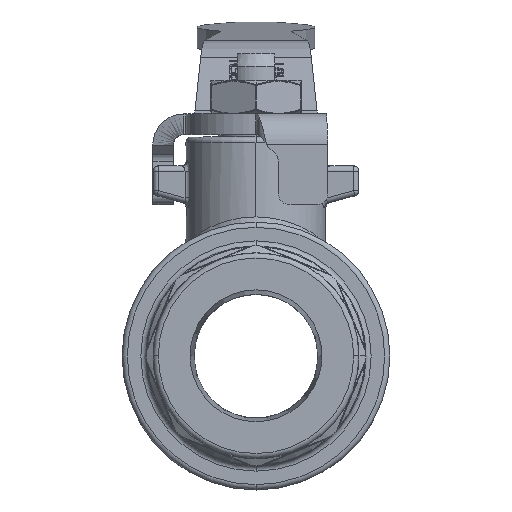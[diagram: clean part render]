
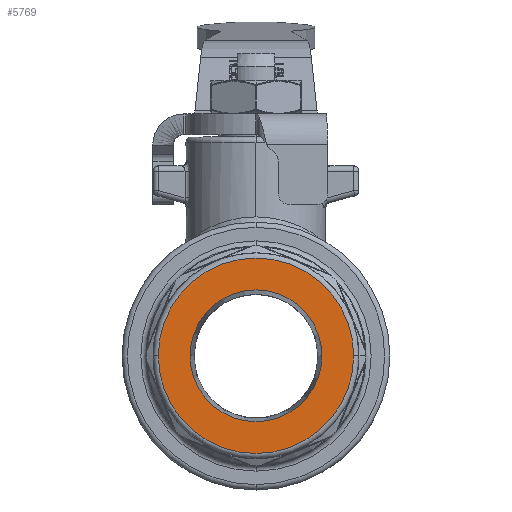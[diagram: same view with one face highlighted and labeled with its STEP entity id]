
A CAD part, top view. The second image highlights one B-rep face of the part: STEP entity #5769.
In plain terms, the highlighted planar face has unit normal (0, 0, 1).
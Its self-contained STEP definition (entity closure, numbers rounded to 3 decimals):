
#332 = DIRECTION ( 'NONE',  ( -1., 0., 0. ) ) ;
#970 = CARTESIAN_POINT ( 'NONE',  ( 8., 0., 29.369 ) ) ;
#1396 = DIRECTION ( 'NONE',  ( -1., 0., 0. ) ) ;
#1680 = FACE_OUTER_BOUND ( 'NONE', #7681, .T. ) ;
#1689 = DIRECTION ( 'NONE',  ( 1., 0., 0. ) ) ;
#3086 = DIRECTION ( 'NONE',  ( 0., 0., -1. ) ) ;
#3366 = EDGE_CURVE ( 'NONE', #19248, #14106, #14479, .T. ) ;
#4693 = PLANE ( 'NONE',  #10264 ) ;
#4884 = CARTESIAN_POINT ( 'NONE',  ( -8., 0., 29.369 ) ) ;
#5164 = CIRCLE ( 'NONE', #18737, 8. ) ;
#5676 = CARTESIAN_POINT ( 'NONE',  ( 11.862, 0., 29.369 ) ) ;
#5769 = ADVANCED_FACE ( 'NONE', ( #13421, #1680 ), #4693, .T. ) ;
#5859 = ORIENTED_EDGE ( 'NONE', *, *, #21650, .T. ) ;
#6603 = DIRECTION ( 'NONE',  ( 1., 0., 0. ) ) ;
#7392 = DIRECTION ( 'NONE',  ( 0., 0., 1. ) ) ;
#7501 = DIRECTION ( 'NONE',  ( 1., 0., 0. ) ) ;
#7681 = EDGE_LOOP ( 'NONE', ( #10161, #11872 ) ) ;
#8069 = CARTESIAN_POINT ( 'NONE',  ( 0., 0., 29.369 ) ) ;
#9998 = CARTESIAN_POINT ( 'NONE',  ( -11.862, 0., 29.369 ) ) ;
#10161 = ORIENTED_EDGE ( 'NONE', *, *, #17561, .T. ) ;
#10219 = EDGE_LOOP ( 'NONE', ( #12444, #5859 ) ) ;
#10264 = AXIS2_PLACEMENT_3D ( 'NONE', #21949, #11967, #6603 ) ;
#10728 = CARTESIAN_POINT ( 'NONE',  ( 0., 0., 29.369 ) ) ;
#11872 = ORIENTED_EDGE ( 'NONE', *, *, #13366, .T. ) ;
#11967 = DIRECTION ( 'NONE',  ( 0., 0., 1. ) ) ;
#12325 = CARTESIAN_POINT ( 'NONE',  ( 0., 0., 29.369 ) ) ;
#12444 = ORIENTED_EDGE ( 'NONE', *, *, #3366, .T. ) ;
#13366 = EDGE_CURVE ( 'NONE', #18237, #14004, #19968, .T. ) ;
#13421 = FACE_BOUND ( 'NONE', #10219, .T. ) ;
#14004 = VERTEX_POINT ( 'NONE', #5676 ) ;
#14106 = VERTEX_POINT ( 'NONE', #4884 ) ;
#14365 = AXIS2_PLACEMENT_3D ( 'NONE', #12325, #7392, #7501 ) ;
#14479 = CIRCLE ( 'NONE', #20940, 8. ) ;
#15305 = AXIS2_PLACEMENT_3D ( 'NONE', #8069, #18688, #1689 ) ;
#16856 = CIRCLE ( 'NONE', #14365, 11.862 ) ;
#17561 = EDGE_CURVE ( 'NONE', #14004, #18237, #16856, .T. ) ;
#18237 = VERTEX_POINT ( 'NONE', #9998 ) ;
#18396 = CARTESIAN_POINT ( 'NONE',  ( 0., 0., 29.369 ) ) ;
#18688 = DIRECTION ( 'NONE',  ( 0., 0., 1. ) ) ;
#18737 = AXIS2_PLACEMENT_3D ( 'NONE', #10728, #19130, #332 ) ;
#19130 = DIRECTION ( 'NONE',  ( 0., 0., -1. ) ) ;
#19248 = VERTEX_POINT ( 'NONE', #970 ) ;
#19968 = CIRCLE ( 'NONE', #15305, 11.862 ) ;
#20940 = AXIS2_PLACEMENT_3D ( 'NONE', #18396, #3086, #1396 ) ;
#21650 = EDGE_CURVE ( 'NONE', #14106, #19248, #5164, .T. ) ;
#21949 = CARTESIAN_POINT ( 'NONE',  ( 0., 0., 29.369 ) ) ;
